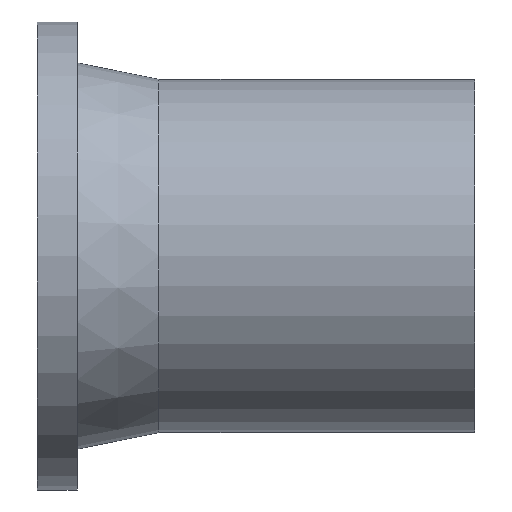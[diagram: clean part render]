
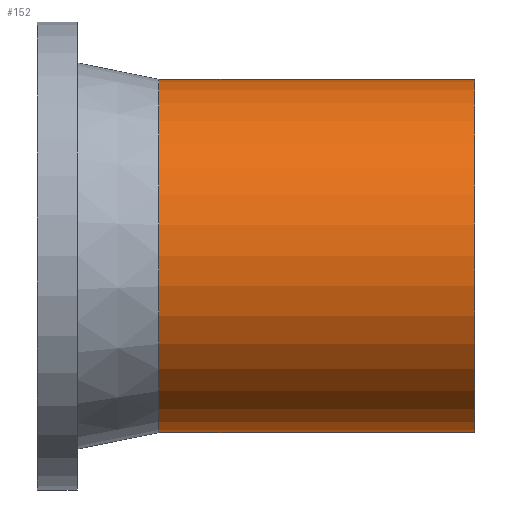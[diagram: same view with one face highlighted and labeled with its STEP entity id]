
A CAD part, top view. The second image highlights one B-rep face of the part: STEP entity #152.
In plain terms, the highlighted cylindrical face has radius 80 mm (diameter 160 mm), a partial arc.
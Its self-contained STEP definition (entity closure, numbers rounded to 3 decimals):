
#80 = VERTEX_POINT( '', #194 );
#82 = EDGE_CURVE( '', #80, #164, #196, .T. );
#94 = EDGE_CURVE( '', #144, #164, #209, .T. );
#122 = VERTEX_POINT( '', #243 );
#144 = VERTEX_POINT( '', #268 );
#146 = EDGE_CURVE( '', #80, #122, #270, .T. );
#152 = ADVANCED_FACE( '', ( #277 ), #278, .T. );
#156 = EDGE_CURVE( '', #122, #144, #282, .T. );
#164 = VERTEX_POINT( '', #290 );
#194 = CARTESIAN_POINT( '', ( -143., -80., 0. ) );
#196 = CIRCLE( '', #315, 80. );
#209 = LINE( '', #331, #332 );
#243 = CARTESIAN_POINT( '', ( 0., -80., 0. ) );
#268 = CARTESIAN_POINT( '', ( 0., 80., 0. ) );
#270 = LINE( '', #409, #410 );
#277 = FACE_OUTER_BOUND( '', #419, .T. );
#278 = CYLINDRICAL_SURFACE( '', #420, 80. );
#282 = CIRCLE( '', #425, 80. );
#290 = CARTESIAN_POINT( '', ( -143., 80., 0. ) );
#315 = AXIS2_PLACEMENT_3D( '', #453, #454, #455 );
#331 = CARTESIAN_POINT( '', ( -71.5, 80., 0. ) );
#332 = VECTOR( '', #465, 1. );
#409 = CARTESIAN_POINT( '', ( -71.5, -80., 0. ) );
#410 = VECTOR( '', #551, 1. );
#419 = EDGE_LOOP( '', ( #562, #563, #564, #565 ) );
#420 = AXIS2_PLACEMENT_3D( '', #566, #567, #568 );
#425 = AXIS2_PLACEMENT_3D( '', #569, #570, #571 );
#453 = CARTESIAN_POINT( '', ( -143., 0., 0. ) );
#454 = DIRECTION( '', ( -1., 0., 0. ) );
#455 = DIRECTION( '', ( 0., 1., 0. ) );
#465 = DIRECTION( '', ( -1., 0., 0. ) );
#551 = DIRECTION( '', ( 1., 0., 0. ) );
#562 = ORIENTED_EDGE( '', *, *, #94, .T. );
#563 = ORIENTED_EDGE( '', *, *, #82, .F. );
#564 = ORIENTED_EDGE( '', *, *, #146, .T. );
#565 = ORIENTED_EDGE( '', *, *, #156, .T. );
#566 = CARTESIAN_POINT( '', ( -71.5, 0., 0. ) );
#567 = DIRECTION( '', ( 1., 0., 0. ) );
#568 = DIRECTION( '', ( 0., 1., 0. ) );
#569 = CARTESIAN_POINT( '', ( 0., 0., 0. ) );
#570 = DIRECTION( '', ( -1., 0., 0. ) );
#571 = DIRECTION( '', ( 0., 1., 0. ) );
